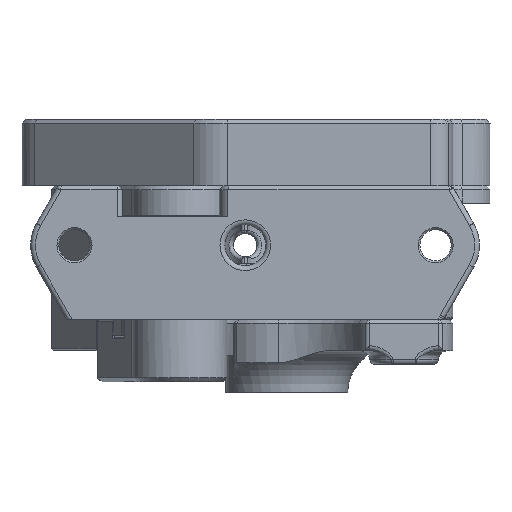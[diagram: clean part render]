
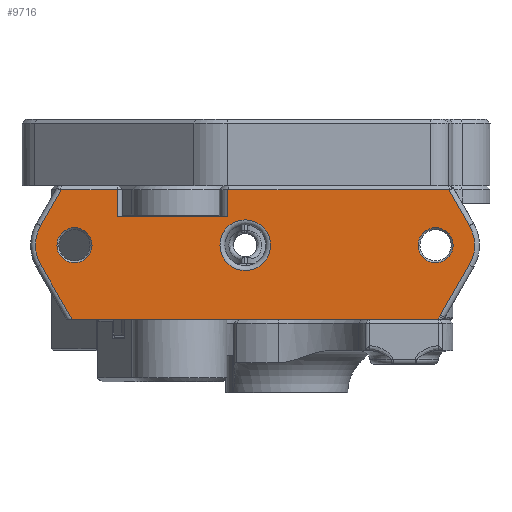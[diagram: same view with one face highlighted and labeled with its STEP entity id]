
A CAD part, front view. The second image highlights one B-rep face of the part: STEP entity #9716.
In plain terms, the highlighted planar face has unit normal (0, -1, 0).
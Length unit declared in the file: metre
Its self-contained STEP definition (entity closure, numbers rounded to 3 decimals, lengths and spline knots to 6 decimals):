
#287=LINE('',#15064,#884);
#329=LINE('',#15530,#926);
#330=LINE('',#15542,#927);
#331=LINE('',#15546,#928);
#332=LINE('',#15548,#929);
#333=LINE('',#15550,#930);
#334=LINE('',#15552,#931);
#335=LINE('',#15554,#932);
#336=LINE('',#15556,#933);
#337=LINE('',#15558,#934);
#338=LINE('',#15562,#935);
#884=VECTOR('',#11722,1.);
#926=VECTOR('',#11966,1.);
#927=VECTOR('',#11967,1.);
#928=VECTOR('',#11970,1.);
#929=VECTOR('',#11971,1.);
#930=VECTOR('',#11972,1.);
#931=VECTOR('',#11973,1.);
#932=VECTOR('',#11974,1.);
#933=VECTOR('',#11975,1.);
#934=VECTOR('',#11976,1.);
#935=VECTOR('',#11979,1.);
#1513=PLANE('',#10494);
#1707=B_SPLINE_CURVE_WITH_KNOTS('',3,(#15532,#15533,#15534,#15535),
 .UNSPECIFIED.,.F.,.F.,(4,4),(0.,0.00018),.UNSPECIFIED.);
#1708=B_SPLINE_CURVE_WITH_KNOTS('',3,(#15537,#15538,#15539,#15540),
 .UNSPECIFIED.,.F.,.F.,(4,4),(0.,0.000011),.UNSPECIFIED.);
#2102=ORIENTED_EDGE('',*,*,#5091,.T.);
#2103=ORIENTED_EDGE('',*,*,#5092,.T.);
#2104=ORIENTED_EDGE('',*,*,#5093,.T.);
#2105=ORIENTED_EDGE('',*,*,#4951,.F.);
#2106=ORIENTED_EDGE('',*,*,#5094,.T.);
#2107=ORIENTED_EDGE('',*,*,#5095,.T.);
#2108=ORIENTED_EDGE('',*,*,#5096,.T.);
#2109=ORIENTED_EDGE('',*,*,#5097,.T.);
#2110=ORIENTED_EDGE('',*,*,#5098,.T.);
#2111=ORIENTED_EDGE('',*,*,#5099,.T.);
#2112=ORIENTED_EDGE('',*,*,#5100,.T.);
#2113=ORIENTED_EDGE('',*,*,#5101,.F.);
#2114=ORIENTED_EDGE('',*,*,#5102,.F.);
#2115=ORIENTED_EDGE('',*,*,#5103,.T.);
#2116=ORIENTED_EDGE('',*,*,#5104,.T.);
#2117=ORIENTED_EDGE('',*,*,#5105,.T.);
#2118=ORIENTED_EDGE('',*,*,#5106,.T.);
#2119=ORIENTED_EDGE('',*,*,#5107,.T.);
#4951=EDGE_CURVE('',#6451,#6452,#287,.T.);
#5091=EDGE_CURVE('',#6576,#6576,#7423,.T.);
#5092=EDGE_CURVE('',#6577,#6577,#7424,.T.);
#5093=EDGE_CURVE('',#6578,#6578,#7425,.T.);
#5094=EDGE_CURVE('',#6451,#6579,#329,.T.);
#5095=EDGE_CURVE('',#6579,#6580,#1707,.T.);
#5096=EDGE_CURVE('',#6580,#6581,#1708,.T.);
#5097=EDGE_CURVE('',#6581,#6582,#330,.T.);
#5098=EDGE_CURVE('',#6582,#6583,#7426,.F.);
#5099=EDGE_CURVE('',#6583,#6584,#331,.T.);
#5100=EDGE_CURVE('',#6584,#6585,#332,.T.);
#5101=EDGE_CURVE('',#6586,#6585,#333,.F.);
#5102=EDGE_CURVE('',#6587,#6586,#334,.T.);
#5103=EDGE_CURVE('',#6587,#6588,#335,.F.);
#5104=EDGE_CURVE('',#6588,#6589,#336,.T.);
#5105=EDGE_CURVE('',#6589,#6590,#337,.T.);
#5106=EDGE_CURVE('',#6590,#6591,#7427,.F.);
#5107=EDGE_CURVE('',#6591,#6452,#338,.F.);
#6451=VERTEX_POINT('',#15063);
#6452=VERTEX_POINT('',#15065);
#6576=VERTEX_POINT('',#15525);
#6577=VERTEX_POINT('',#15527);
#6578=VERTEX_POINT('',#15529);
#6579=VERTEX_POINT('',#15531);
#6580=VERTEX_POINT('',#15536);
#6581=VERTEX_POINT('',#15541);
#6582=VERTEX_POINT('',#15543);
#6583=VERTEX_POINT('',#15545);
#6584=VERTEX_POINT('',#15547);
#6585=VERTEX_POINT('',#15549);
#6586=VERTEX_POINT('',#15551);
#6587=VERTEX_POINT('',#15553);
#6588=VERTEX_POINT('',#15555);
#6589=VERTEX_POINT('',#15557);
#6590=VERTEX_POINT('',#15559);
#6591=VERTEX_POINT('',#15561);
#7423=CIRCLE('',#10495,0.0018);
#7424=CIRCLE('',#10496,0.0018);
#7425=CIRCLE('',#10497,0.0026);
#7426=CIRCLE('',#10498,0.004);
#7427=CIRCLE('',#10499,0.004);
#8038=EDGE_LOOP('',(#2102));
#8039=EDGE_LOOP('',(#2103));
#8040=EDGE_LOOP('',(#2104));
#8041=EDGE_LOOP('',(#2105,#2106,#2107,#2108,#2109,#2110,#2111,#2112,#2113,
#2114,#2115,#2116,#2117,#2118,#2119));
#8769=FACE_BOUND('',#8038,.T.);
#8770=FACE_BOUND('',#8039,.T.);
#8771=FACE_BOUND('',#8040,.T.);
#8772=FACE_BOUND('',#8041,.T.);
#9716=ADVANCED_FACE('',(#8769,#8770,#8771,#8772),#1513,.F.);
#10494=AXIS2_PLACEMENT_3D('',#15523,#11958,#11959);
#10495=AXIS2_PLACEMENT_3D('',#15524,#11960,#11961);
#10496=AXIS2_PLACEMENT_3D('',#15526,#11962,#11963);
#10497=AXIS2_PLACEMENT_3D('',#15528,#11964,#11965);
#10498=AXIS2_PLACEMENT_3D('',#15544,#11968,#11969);
#10499=AXIS2_PLACEMENT_3D('',#15560,#11977,#11978);
#11722=DIRECTION('',(-1.,0.,0.));
#11958=DIRECTION('',(0.,1.,0.));
#11959=DIRECTION('',(0.,0.,1.));
#11960=DIRECTION('',(0.,1.,0.));
#11961=DIRECTION('',(-1.,0.,0.));
#11962=DIRECTION('',(0.,1.,0.));
#11963=DIRECTION('',(-1.,0.,0.));
#11964=DIRECTION('',(0.,1.,0.));
#11965=DIRECTION('',(-1.,0.,0.));
#11966=DIRECTION('',(0.5,0.,0.866));
#11967=DIRECTION('',(0.5,0.,0.866));
#11968=DIRECTION('',(0.,1.,0.));
#11969=DIRECTION('',(-1.,0.,0.));
#11970=DIRECTION('',(-0.5,0.,0.866));
#11971=DIRECTION('',(-1.,0.,0.));
#11972=DIRECTION('',(0.,0.,-1.));
#11973=DIRECTION('',(1.,0.,0.));
#11974=DIRECTION('',(0.,0.,-1.));
#11975=DIRECTION('',(-1.,0.,0.));
#11976=DIRECTION('',(-0.5,0.,-0.866));
#11977=DIRECTION('',(0.,1.,0.));
#11978=DIRECTION('',(-1.,0.,0.));
#11979=DIRECTION('',(-0.5,0.,0.866));
#15063=CARTESIAN_POINT('',(0.019146,-0.027991,-0.0165));
#15064=CARTESIAN_POINT('',(-0.000585,-0.027991,-0.0165));
#15065=CARTESIAN_POINT('',(-0.018316,-0.027991,-0.0165));
#15523=CARTESIAN_POINT('',(-0.000585,-0.027991,-0.0089));
#15524=CARTESIAN_POINT('',(-0.018085,-0.027991,-0.0089));
#15525=CARTESIAN_POINT('',(-0.019885,-0.027991,-0.0089));
#15526=CARTESIAN_POINT('',(0.018915,-0.027991,-0.0089));
#15527=CARTESIAN_POINT('',(0.017115,-0.027991,-0.0089));
#15528=CARTESIAN_POINT('',(-0.000585,-0.027991,-0.0089));
#15529=CARTESIAN_POINT('',(-0.003185,-0.027991,-0.0089));
#15530=CARTESIAN_POINT('',(0.022379,-0.027991,-0.0109));
#15531=CARTESIAN_POINT('',(0.019314,-0.027991,-0.016209));
#15532=CARTESIAN_POINT('',(0.019314,-0.027991,-0.016209));
#15533=CARTESIAN_POINT('',(0.019344,-0.027991,-0.016157));
#15534=CARTESIAN_POINT('',(0.019374,-0.027991,-0.016106));
#15535=CARTESIAN_POINT('',(0.019404,-0.027991,-0.016053));
#15536=CARTESIAN_POINT('',(0.019404,-0.027991,-0.016053));
#15537=CARTESIAN_POINT('',(0.019404,-0.027991,-0.016053));
#15538=CARTESIAN_POINT('',(0.019406,-0.027991,-0.01605));
#15539=CARTESIAN_POINT('',(0.019408,-0.027991,-0.016047));
#15540=CARTESIAN_POINT('',(0.019409,-0.027991,-0.016044));
#15541=CARTESIAN_POINT('',(0.019409,-0.027991,-0.016044));
#15542=CARTESIAN_POINT('',(0.022379,-0.027991,-0.0109));
#15543=CARTESIAN_POINT('',(0.022379,-0.027991,-0.0109));
#15544=CARTESIAN_POINT('',(0.018915,-0.027991,-0.0089));
#15545=CARTESIAN_POINT('',(0.022379,-0.027991,-0.0069));
#15546=CARTESIAN_POINT('',(0.020387,-0.027991,-0.00345));
#15547=CARTESIAN_POINT('',(0.020243,-0.027991,-0.0032));
#15548=CARTESIAN_POINT('',(-0.002373,-0.027991,-0.0032));
#15549=CARTESIAN_POINT('',(-0.002373,-0.027991,-0.0032));
#15550=CARTESIAN_POINT('',(-0.002373,-0.027991,-0.0024));
#15551=CARTESIAN_POINT('',(-0.002373,-0.027991,-0.006));
#15552=CARTESIAN_POINT('',(-0.000585,-0.027991,-0.006));
#15553=CARTESIAN_POINT('',(-0.013685,-0.027991,-0.006));
#15554=CARTESIAN_POINT('',(-0.013685,-0.027991,-0.0089));
#15555=CARTESIAN_POINT('',(-0.013685,-0.027991,-0.0032));
#15556=CARTESIAN_POINT('',(-0.019759,-0.027991,-0.0032));
#15557=CARTESIAN_POINT('',(-0.019413,-0.027991,-0.0032));
#15558=CARTESIAN_POINT('',(-0.021549,-0.027991,-0.0069));
#15559=CARTESIAN_POINT('',(-0.021549,-0.027991,-0.0069));
#15560=CARTESIAN_POINT('',(-0.018085,-0.027991,-0.0089));
#15561=CARTESIAN_POINT('',(-0.021549,-0.027991,-0.0109));
#15562=CARTESIAN_POINT('',(-0.017174,-0.027991,-0.018478));
